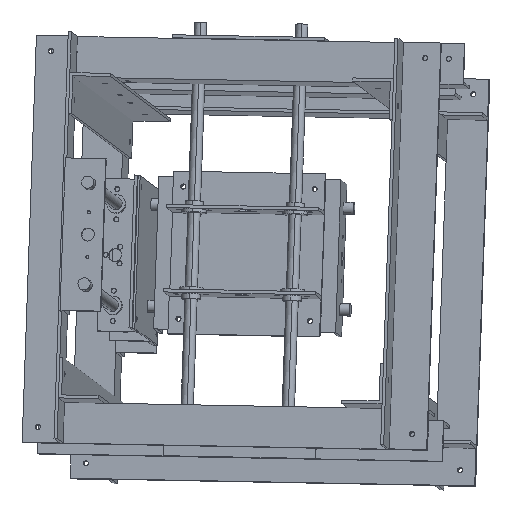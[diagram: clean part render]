
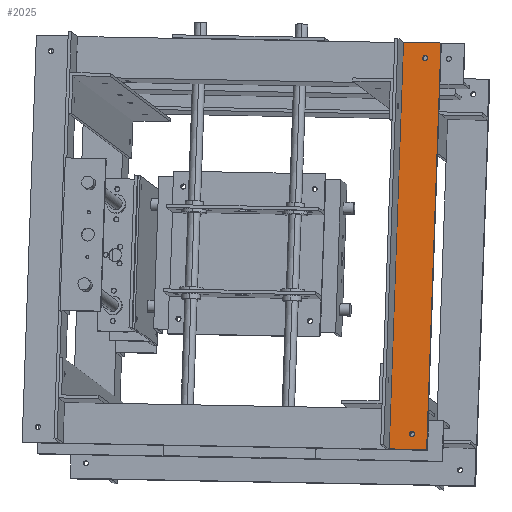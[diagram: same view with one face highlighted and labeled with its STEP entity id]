
A CAD part, left-side view. The second image highlights one B-rep face of the part: STEP entity #2025.
In plain terms, the highlighted face is planar.
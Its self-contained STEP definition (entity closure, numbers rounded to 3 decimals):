
#1555 = FACE_BOUND ( 'NONE', #4267, .T. ) ;
#2025 = ADVANCED_FACE ( 'NONE', ( #1555, #4642, #5687 ), #5511, .F. ) ;
#2201 = EDGE_CURVE ( 'NONE', #5167, #5149, #7153, .T. ) ;
#2210 = EDGE_CURVE ( 'NONE', #5168, #4708, #7161, .T. ) ;
#2211 = EDGE_CURVE ( 'NONE', #5309, #4708, #7164, .T. ) ;
#2233 = EDGE_CURVE ( 'NONE', #4785, #5168, #7205, .T. ) ;
#2237 = EDGE_CURVE ( 'NONE', #5172, #5300, #7214, .T. ) ;
#2240 = EDGE_CURVE ( 'NONE', #5149, #5167, #7219, .T. ) ;
#2253 = EDGE_CURVE ( 'NONE', #4785, #5309, #7235, .T. ) ;
#2277 = EDGE_CURVE ( 'NONE', #5300, #5172, #7276, .T. ) ;
#3097 = AXIS2_PLACEMENT_3D ( 'NONE', #5506, #5512, #5513 ) ;
#3209 = AXIS2_PLACEMENT_3D ( 'NONE', #6253, #6254, #6255 ) ;
#3219 = AXIS2_PLACEMENT_3D ( 'NONE', #6336, #6337, #6338 ) ;
#3221 = AXIS2_PLACEMENT_3D ( 'NONE', #6343, #6344, #6345 ) ;
#3235 = AXIS2_PLACEMENT_3D ( 'NONE', #6429, #6433, #6434 ) ;
#3836 = ORIENTED_EDGE ( 'NONE', *, *, #2240, .T. ) ;
#3837 = ORIENTED_EDGE ( 'NONE', *, *, #2201, .T. ) ;
#3838 = ORIENTED_EDGE ( 'NONE', *, *, #2237, .T. ) ;
#3839 = ORIENTED_EDGE ( 'NONE', *, *, #2277, .T. ) ;
#3840 = ORIENTED_EDGE ( 'NONE', *, *, #2210, .T. ) ;
#3841 = ORIENTED_EDGE ( 'NONE', *, *, #2211, .F. ) ;
#3842 = ORIENTED_EDGE ( 'NONE', *, *, #2253, .F. ) ;
#3843 = ORIENTED_EDGE ( 'NONE', *, *, #2233, .T. ) ;
#4244 = EDGE_LOOP ( 'NONE', ( #3840, #3841, #3842, #3843 ) ) ;
#4245 = EDGE_LOOP ( 'NONE', ( #3838, #3839 ) ) ;
#4267 = EDGE_LOOP ( 'NONE', ( #3836, #3837 ) ) ;
#4642 = FACE_BOUND ( 'NONE', #4245, .T. ) ;
#4708 = VERTEX_POINT ( 'NONE', #7928 ) ;
#4785 = VERTEX_POINT ( 'NONE', #7962 ) ;
#5149 = VERTEX_POINT ( 'NONE', #8163 ) ;
#5167 = VERTEX_POINT ( 'NONE', #8172 ) ;
#5168 = VERTEX_POINT ( 'NONE', #8173 ) ;
#5172 = VERTEX_POINT ( 'NONE', #8177 ) ;
#5300 = VERTEX_POINT ( 'NONE', #8240 ) ;
#5309 = VERTEX_POINT ( 'NONE', #8245 ) ;
#5506 = CARTESIAN_POINT ( 'NONE',  ( 37., 40., 400. ) ) ;
#5511 = PLANE ( 'NONE',  #3097 ) ;
#5512 = DIRECTION ( 'NONE',  ( 1., 0., 0. ) ) ;
#5513 = DIRECTION ( 'NONE',  ( 0., 1., 0. ) ) ;
#5687 = FACE_OUTER_BOUND ( 'NONE', #4244, .T. ) ;
#6253 = CARTESIAN_POINT ( 'NONE',  ( 37., 25., 15. ) ) ;
#6254 = DIRECTION ( 'NONE',  ( 1., 0., 0. ) ) ;
#6255 = DIRECTION ( 'NONE',  ( 0., 1., 0. ) ) ;
#6268 = CARTESIAN_POINT ( 'NONE',  ( 37., 3., 400. ) ) ;
#6276 = CARTESIAN_POINT ( 'NONE',  ( 37., 40., 0. ) ) ;
#6277 = DIRECTION ( 'NONE',  ( 0., -1., 0. ) ) ;
#6279 = DIRECTION ( 'NONE',  ( 0., 0., -1. ) ) ;
#6327 = CARTESIAN_POINT ( 'NONE',  ( 37., 40., 400. ) ) ;
#6328 = DIRECTION ( 'NONE',  ( 0., 0., -1. ) ) ;
#6336 = CARTESIAN_POINT ( 'NONE',  ( 37., 25., 385. ) ) ;
#6337 = DIRECTION ( 'NONE',  ( 1., 0., 0. ) ) ;
#6338 = DIRECTION ( 'NONE',  ( 0., 1., 0. ) ) ;
#6343 = CARTESIAN_POINT ( 'NONE',  ( 37., 25., 15. ) ) ;
#6344 = DIRECTION ( 'NONE',  ( 1., 0., 0. ) ) ;
#6345 = DIRECTION ( 'NONE',  ( 0., 1., 0. ) ) ;
#6371 = CARTESIAN_POINT ( 'NONE',  ( 37., 40., 400. ) ) ;
#6376 = DIRECTION ( 'NONE',  ( 0., -1., 0. ) ) ;
#6429 = CARTESIAN_POINT ( 'NONE',  ( 37., 25., 385. ) ) ;
#6433 = DIRECTION ( 'NONE',  ( 1., 0., 0. ) ) ;
#6434 = DIRECTION ( 'NONE',  ( 0., 1., 0. ) ) ;
#7153 = CIRCLE ( 'NONE', #3209, 2.5 ) ;
#7161 = LINE ( 'NONE', #6276, #7162 ) ;
#7162 = VECTOR ( 'NONE', #6277, 1000. ) ;
#7164 = LINE ( 'NONE', #6268, #7166 ) ;
#7166 = VECTOR ( 'NONE', #6279, 1000. ) ;
#7205 = LINE ( 'NONE', #6327, #7206 ) ;
#7206 = VECTOR ( 'NONE', #6328, 1000. ) ;
#7214 = CIRCLE ( 'NONE', #3219, 2.5 ) ;
#7217 = VECTOR ( 'NONE', #6376, 1000. ) ;
#7219 = CIRCLE ( 'NONE', #3221, 2.5 ) ;
#7235 = LINE ( 'NONE', #6371, #7217 ) ;
#7276 = CIRCLE ( 'NONE', #3235, 2.5 ) ;
#7928 = CARTESIAN_POINT ( 'NONE',  ( 37., 3., 0. ) ) ;
#7962 = CARTESIAN_POINT ( 'NONE',  ( 37., 40., 400. ) ) ;
#8163 = CARTESIAN_POINT ( 'NONE',  ( 37., 25., 12.5 ) ) ;
#8172 = CARTESIAN_POINT ( 'NONE',  ( 37., 25., 17.5 ) ) ;
#8173 = CARTESIAN_POINT ( 'NONE',  ( 37., 40., 0. ) ) ;
#8177 = CARTESIAN_POINT ( 'NONE',  ( 37., 25., 382.5 ) ) ;
#8240 = CARTESIAN_POINT ( 'NONE',  ( 37., 25., 387.5 ) ) ;
#8245 = CARTESIAN_POINT ( 'NONE',  ( 37., 3., 400. ) ) ;
